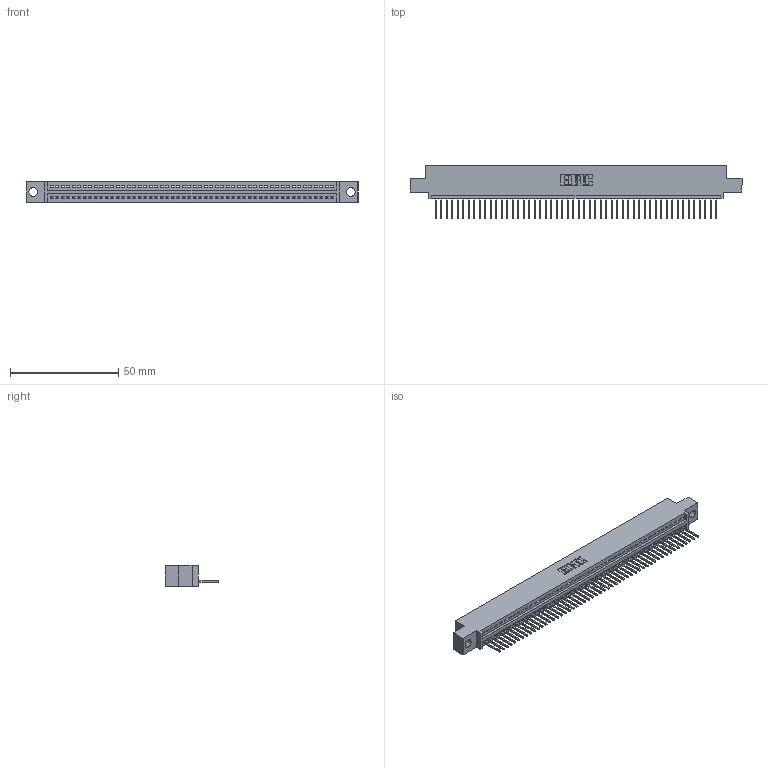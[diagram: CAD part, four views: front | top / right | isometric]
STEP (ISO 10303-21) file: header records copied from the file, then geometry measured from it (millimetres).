
FILE_DESCRIPTION (( 'STEP AP203' ), '1' );
FILE_NAME ('395-052-523-404.STEP', '2021-05-31T21:28:26', ( '' ), ( '' ), 'SwSTEP 2.0', 'SolidWorks 2020', '' );
FILE_SCHEMA (( 'CONFIG_CONTROL_DESIGN' ));
Length unit declared in the file: inch
Products named in the file (3): 345-292-001_345-293-123; 395-052-523-404; 345 Part_0.110 Offset - 0.156 Dia-TI
Assembly tree (53 placements, depth 2):
  395-052-523-404
    345 Part_0.110 Offset - 0.156 Dia-TI
    345-292-001_345-293-123  x52
Bounding box: 153.29 x 24.82 x 9.4 mm (x, y, z)
Volume: 14442 mm3; surface area: 19309.1 mm2
Topology: 53 solids, 53 shells, 3160 faces, 9541 edges, 6290 vertices
Faces by surface type: plane 2178, cylinder 982
Entity records: 38359 total; most frequent: CARTESIAN_POINT 6654, ORIENTED_EDGE 6638, DIRECTION 5795, EDGE_CURVE 3319, LINE 2979, VECTOR 2979, VERTEX_POINT 2210, AXIS2_PLACEMENT_3D 1408
